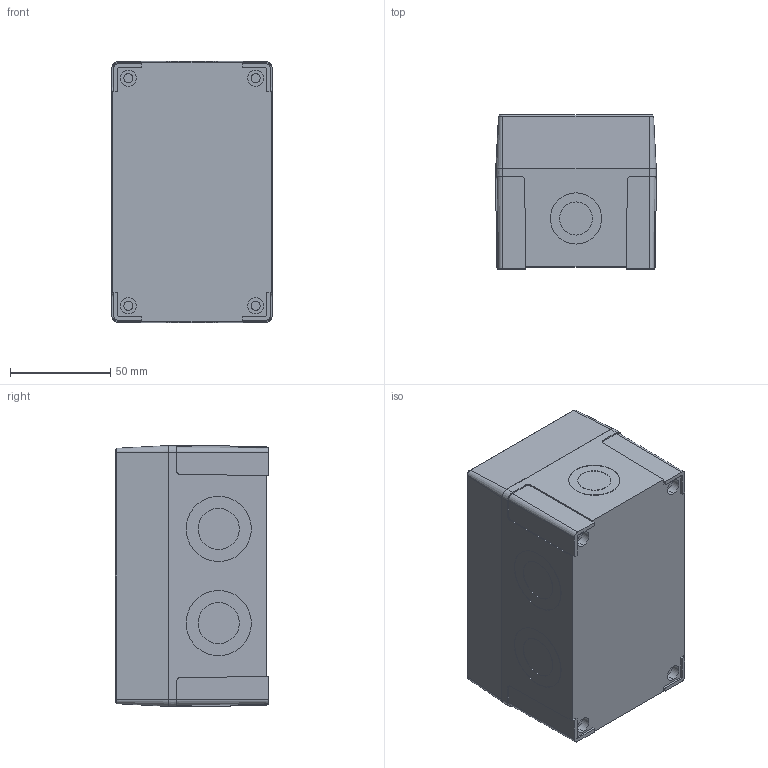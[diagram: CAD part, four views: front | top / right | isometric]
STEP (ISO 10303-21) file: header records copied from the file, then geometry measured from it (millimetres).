
FILE_DESCRIPTION (( 'STEP AP214' ), '1' );
FILE_NAME ('6016302_FIBOX_MNX_PCM_100_75_G.STEP', '2023-02-16T13:21:50', ( '' ), ( '' ), 'SwSTEP 2.0', 'SolidWorks 2021', '' );
FILE_SCHEMA (( 'AUTOMOTIVE_DESIGN' ));
Length unit declared in the file: millimetre
Products named in the file (4): FIBOX_MNXSS14551H; FIBOX_MNXPCM100B; 6016302_FIBOX_MNX_PCM_100_75_G; FIBOX_MNX10025C
Assembly tree (6 placements, depth 2):
  6016302_FIBOX_MNX_PCM_100_75_G
    FIBOX_MNXPCM100B
    FIBOX_MNX10025C
    FIBOX_MNXSS14551H  x4
Bounding box: 80.1 x 76.6 x 130.1 mm (x, y, z)
Volume: 194309.2 mm3; surface area: 114078.6 mm2
Topology: 6 solids, 6 shells, 510 faces, 1245 edges, 822 vertices
Faces by surface type: plane 294, cylinder 176, cone 40
Entity records: 12883 total; most frequent: CARTESIAN_POINT 2358, DIRECTION 2243, ORIENTED_EDGE 2082, EDGE_CURVE 1041, AXIS2_PLACEMENT_3D 815, VERTEX_POINT 690, LINE 613, VECTOR 613
